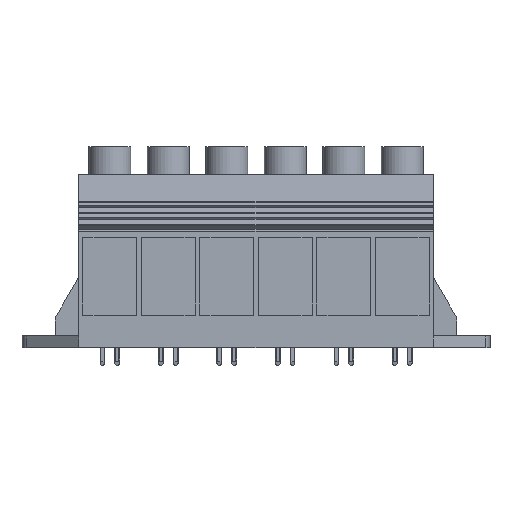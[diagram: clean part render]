
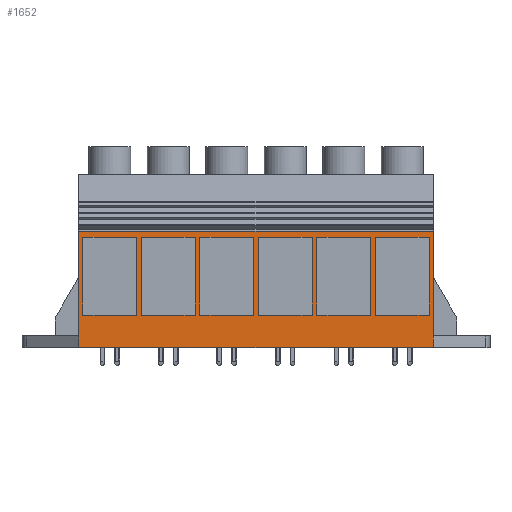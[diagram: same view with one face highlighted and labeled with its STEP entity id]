
A CAD part, top view. The second image highlights one B-rep face of the part: STEP entity #1652.
In plain terms, the highlighted planar face has unit normal (0, 0, 1).
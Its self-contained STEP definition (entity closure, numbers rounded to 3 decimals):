
#552=CARTESIAN_POINT('Vertex',(14.5,7.5,31.)) ;
#555=CARTESIAN_POINT('Line Origine',(14.5,20.9,31.)) ;
#559=CARTESIAN_POINT('Vertex',(14.5,34.3,31.)) ;
#1402=CARTESIAN_POINT('Axis2P3D Location',(44.5,4.5,31.)) ;
#1407=CARTESIAN_POINT('Line Origine',(14.5,6.,31.)) ;
#1411=CARTESIAN_POINT('Vertex',(14.5,4.5,31.)) ;
#1414=CARTESIAN_POINT('Line Origine',(60.,4.5,31.)) ;
#1418=CARTESIAN_POINT('Vertex',(105.5,4.5,31.)) ;
#1421=CARTESIAN_POINT('Line Origine',(105.5,6.,31.)) ;
#1425=CARTESIAN_POINT('Vertex',(105.5,7.5,31.)) ;
#1428=CARTESIAN_POINT('Line Origine',(105.5,20.9,31.)) ;
#1432=CARTESIAN_POINT('Vertex',(105.5,34.3,31.)) ;
#1435=CARTESIAN_POINT('Line Origine',(60.,34.3,31.)) ;
#1448=CARTESIAN_POINT('Line Origine',(15.6,22.8,31.)) ;
#1452=CARTESIAN_POINT('Vertex',(15.6,12.8,31.)) ;
#1454=CARTESIAN_POINT('Vertex',(15.6,32.8,31.)) ;
#1457=CARTESIAN_POINT('Line Origine',(22.5,32.8,31.)) ;
#1461=CARTESIAN_POINT('Vertex',(29.4,32.8,31.)) ;
#1464=CARTESIAN_POINT('Line Origine',(29.4,22.8,31.)) ;
#1468=CARTESIAN_POINT('Vertex',(29.4,12.8,31.)) ;
#1471=CARTESIAN_POINT('Line Origine',(22.5,12.8,31.)) ;
#1482=CARTESIAN_POINT('Line Origine',(45.6,22.8,31.)) ;
#1486=CARTESIAN_POINT('Vertex',(45.6,12.8,31.)) ;
#1488=CARTESIAN_POINT('Vertex',(45.6,32.8,31.)) ;
#1491=CARTESIAN_POINT('Line Origine',(52.5,32.8,31.)) ;
#1495=CARTESIAN_POINT('Vertex',(59.4,32.8,31.)) ;
#1498=CARTESIAN_POINT('Line Origine',(59.4,22.8,31.)) ;
#1502=CARTESIAN_POINT('Vertex',(59.4,12.8,31.)) ;
#1505=CARTESIAN_POINT('Line Origine',(52.5,12.8,31.)) ;
#1516=CARTESIAN_POINT('Line Origine',(30.6,22.8,31.)) ;
#1520=CARTESIAN_POINT('Vertex',(30.6,12.8,31.)) ;
#1522=CARTESIAN_POINT('Vertex',(30.6,32.8,31.)) ;
#1525=CARTESIAN_POINT('Line Origine',(37.5,32.8,31.)) ;
#1529=CARTESIAN_POINT('Vertex',(44.4,32.8,31.)) ;
#1532=CARTESIAN_POINT('Line Origine',(44.4,22.8,31.)) ;
#1536=CARTESIAN_POINT('Vertex',(44.4,12.8,31.)) ;
#1539=CARTESIAN_POINT('Line Origine',(37.5,12.8,31.)) ;
#1550=CARTESIAN_POINT('Line Origine',(89.4,22.8,31.)) ;
#1554=CARTESIAN_POINT('Vertex',(89.4,32.8,31.)) ;
#1556=CARTESIAN_POINT('Vertex',(89.4,12.8,31.)) ;
#1559=CARTESIAN_POINT('Line Origine',(82.5,12.8,31.)) ;
#1563=CARTESIAN_POINT('Vertex',(75.6,12.8,31.)) ;
#1566=CARTESIAN_POINT('Line Origine',(75.6,22.8,31.)) ;
#1570=CARTESIAN_POINT('Vertex',(75.6,32.8,31.)) ;
#1573=CARTESIAN_POINT('Line Origine',(82.5,32.8,31.)) ;
#1584=CARTESIAN_POINT('Line Origine',(60.6,22.8,31.)) ;
#1588=CARTESIAN_POINT('Vertex',(60.6,12.8,31.)) ;
#1590=CARTESIAN_POINT('Vertex',(60.6,32.8,31.)) ;
#1593=CARTESIAN_POINT('Line Origine',(67.5,32.8,31.)) ;
#1597=CARTESIAN_POINT('Vertex',(74.4,32.8,31.)) ;
#1600=CARTESIAN_POINT('Line Origine',(74.4,22.8,31.)) ;
#1604=CARTESIAN_POINT('Vertex',(74.4,12.8,31.)) ;
#1607=CARTESIAN_POINT('Line Origine',(67.5,12.8,31.)) ;
#1618=CARTESIAN_POINT('Line Origine',(90.6,22.8,31.)) ;
#1622=CARTESIAN_POINT('Vertex',(90.6,12.8,31.)) ;
#1624=CARTESIAN_POINT('Vertex',(90.6,32.8,31.)) ;
#1627=CARTESIAN_POINT('Line Origine',(97.5,32.8,31.)) ;
#1631=CARTESIAN_POINT('Vertex',(104.4,32.8,31.)) ;
#1634=CARTESIAN_POINT('Line Origine',(104.4,22.8,31.)) ;
#1638=CARTESIAN_POINT('Vertex',(104.4,12.8,31.)) ;
#1641=CARTESIAN_POINT('Line Origine',(97.5,12.8,31.)) ;
#556=DIRECTION('Vector Direction',(0.,1.,0.)) ;
#1403=DIRECTION('Axis2P3D Direction',(0.,0.,-1.)) ;
#1404=DIRECTION('Axis2P3D XDirection',(0.,1.,0.)) ;
#1408=DIRECTION('Vector Direction',(0.,1.,0.)) ;
#1415=DIRECTION('Vector Direction',(1.,0.,0.)) ;
#1422=DIRECTION('Vector Direction',(0.,1.,0.)) ;
#1429=DIRECTION('Vector Direction',(0.,1.,0.)) ;
#1436=DIRECTION('Vector Direction',(1.,0.,0.)) ;
#1449=DIRECTION('Vector Direction',(0.,1.,0.)) ;
#1458=DIRECTION('Vector Direction',(1.,0.,0.)) ;
#1465=DIRECTION('Vector Direction',(0.,1.,0.)) ;
#1472=DIRECTION('Vector Direction',(1.,0.,0.)) ;
#1483=DIRECTION('Vector Direction',(0.,1.,0.)) ;
#1492=DIRECTION('Vector Direction',(1.,0.,0.)) ;
#1499=DIRECTION('Vector Direction',(0.,1.,0.)) ;
#1506=DIRECTION('Vector Direction',(1.,0.,0.)) ;
#1517=DIRECTION('Vector Direction',(0.,1.,0.)) ;
#1526=DIRECTION('Vector Direction',(1.,0.,0.)) ;
#1533=DIRECTION('Vector Direction',(0.,1.,0.)) ;
#1540=DIRECTION('Vector Direction',(1.,0.,0.)) ;
#1551=DIRECTION('Vector Direction',(0.,1.,0.)) ;
#1560=DIRECTION('Vector Direction',(1.,0.,0.)) ;
#1567=DIRECTION('Vector Direction',(0.,1.,0.)) ;
#1574=DIRECTION('Vector Direction',(1.,0.,0.)) ;
#1585=DIRECTION('Vector Direction',(0.,1.,0.)) ;
#1594=DIRECTION('Vector Direction',(1.,0.,0.)) ;
#1601=DIRECTION('Vector Direction',(0.,1.,0.)) ;
#1608=DIRECTION('Vector Direction',(1.,0.,0.)) ;
#1619=DIRECTION('Vector Direction',(0.,1.,0.)) ;
#1628=DIRECTION('Vector Direction',(1.,0.,0.)) ;
#1635=DIRECTION('Vector Direction',(0.,1.,0.)) ;
#1642=DIRECTION('Vector Direction',(1.,0.,0.)) ;
#1405=AXIS2_PLACEMENT_3D('Plane Axis2P3D',#1402,#1403,#1404) ;
#1441=ORIENTED_EDGE('',*,*,#561,.F.) ;
#1442=ORIENTED_EDGE('',*,*,#1413,.T.) ;
#1443=ORIENTED_EDGE('',*,*,#1420,.T.) ;
#1444=ORIENTED_EDGE('',*,*,#1427,.F.) ;
#1445=ORIENTED_EDGE('',*,*,#1434,.T.) ;
#1446=ORIENTED_EDGE('',*,*,#1439,.F.) ;
#1477=ORIENTED_EDGE('',*,*,#1456,.T.) ;
#1478=ORIENTED_EDGE('',*,*,#1463,.T.) ;
#1479=ORIENTED_EDGE('',*,*,#1470,.T.) ;
#1480=ORIENTED_EDGE('',*,*,#1475,.T.) ;
#1511=ORIENTED_EDGE('',*,*,#1490,.T.) ;
#1512=ORIENTED_EDGE('',*,*,#1497,.T.) ;
#1513=ORIENTED_EDGE('',*,*,#1504,.T.) ;
#1514=ORIENTED_EDGE('',*,*,#1509,.T.) ;
#1545=ORIENTED_EDGE('',*,*,#1524,.T.) ;
#1546=ORIENTED_EDGE('',*,*,#1531,.T.) ;
#1547=ORIENTED_EDGE('',*,*,#1538,.T.) ;
#1548=ORIENTED_EDGE('',*,*,#1543,.T.) ;
#1579=ORIENTED_EDGE('',*,*,#1558,.T.) ;
#1580=ORIENTED_EDGE('',*,*,#1565,.T.) ;
#1581=ORIENTED_EDGE('',*,*,#1572,.T.) ;
#1582=ORIENTED_EDGE('',*,*,#1577,.T.) ;
#1613=ORIENTED_EDGE('',*,*,#1592,.T.) ;
#1614=ORIENTED_EDGE('',*,*,#1599,.T.) ;
#1615=ORIENTED_EDGE('',*,*,#1606,.T.) ;
#1616=ORIENTED_EDGE('',*,*,#1611,.T.) ;
#1647=ORIENTED_EDGE('',*,*,#1626,.T.) ;
#1648=ORIENTED_EDGE('',*,*,#1633,.T.) ;
#1649=ORIENTED_EDGE('',*,*,#1640,.T.) ;
#1650=ORIENTED_EDGE('',*,*,#1645,.T.) ;
#1481=FACE_BOUND('',#1476,.T.) ;
#1515=FACE_BOUND('',#1510,.T.) ;
#1549=FACE_BOUND('',#1544,.T.) ;
#1583=FACE_BOUND('',#1578,.T.) ;
#1617=FACE_BOUND('',#1612,.T.) ;
#1651=FACE_BOUND('',#1646,.T.) ;
#557=VECTOR('Line Direction',#556,1.) ;
#1409=VECTOR('Line Direction',#1408,1.) ;
#1416=VECTOR('Line Direction',#1415,1.) ;
#1423=VECTOR('Line Direction',#1422,1.) ;
#1430=VECTOR('Line Direction',#1429,1.) ;
#1437=VECTOR('Line Direction',#1436,1.) ;
#1450=VECTOR('Line Direction',#1449,1.) ;
#1459=VECTOR('Line Direction',#1458,1.) ;
#1466=VECTOR('Line Direction',#1465,1.) ;
#1473=VECTOR('Line Direction',#1472,1.) ;
#1484=VECTOR('Line Direction',#1483,1.) ;
#1493=VECTOR('Line Direction',#1492,1.) ;
#1500=VECTOR('Line Direction',#1499,1.) ;
#1507=VECTOR('Line Direction',#1506,1.) ;
#1518=VECTOR('Line Direction',#1517,1.) ;
#1527=VECTOR('Line Direction',#1526,1.) ;
#1534=VECTOR('Line Direction',#1533,1.) ;
#1541=VECTOR('Line Direction',#1540,1.) ;
#1552=VECTOR('Line Direction',#1551,1.) ;
#1561=VECTOR('Line Direction',#1560,1.) ;
#1568=VECTOR('Line Direction',#1567,1.) ;
#1575=VECTOR('Line Direction',#1574,1.) ;
#1586=VECTOR('Line Direction',#1585,1.) ;
#1595=VECTOR('Line Direction',#1594,1.) ;
#1602=VECTOR('Line Direction',#1601,1.) ;
#1609=VECTOR('Line Direction',#1608,1.) ;
#1620=VECTOR('Line Direction',#1619,1.) ;
#1629=VECTOR('Line Direction',#1628,1.) ;
#1636=VECTOR('Line Direction',#1635,1.) ;
#1643=VECTOR('Line Direction',#1642,1.) ;
#1652=ADVANCED_FACE('HOUSING',(#1447,#1481,#1515,#1549,#1583,#1617,#1651),#1406,.F.) ;
#561=EDGE_CURVE('',#553,#560,#558,.T.) ;
#1413=EDGE_CURVE('',#553,#1412,#1410,.F.) ;
#1420=EDGE_CURVE('',#1412,#1419,#1417,.T.) ;
#1427=EDGE_CURVE('',#1426,#1419,#1424,.F.) ;
#1434=EDGE_CURVE('',#1426,#1433,#1431,.T.) ;
#1439=EDGE_CURVE('',#560,#1433,#1438,.T.) ;
#1456=EDGE_CURVE('',#1453,#1455,#1451,.T.) ;
#1463=EDGE_CURVE('',#1455,#1462,#1460,.T.) ;
#1470=EDGE_CURVE('',#1462,#1469,#1467,.F.) ;
#1475=EDGE_CURVE('',#1469,#1453,#1474,.F.) ;
#1490=EDGE_CURVE('',#1487,#1489,#1485,.T.) ;
#1497=EDGE_CURVE('',#1489,#1496,#1494,.T.) ;
#1504=EDGE_CURVE('',#1496,#1503,#1501,.F.) ;
#1509=EDGE_CURVE('',#1503,#1487,#1508,.F.) ;
#1524=EDGE_CURVE('',#1521,#1523,#1519,.T.) ;
#1531=EDGE_CURVE('',#1523,#1530,#1528,.T.) ;
#1538=EDGE_CURVE('',#1530,#1537,#1535,.F.) ;
#1543=EDGE_CURVE('',#1537,#1521,#1542,.F.) ;
#1558=EDGE_CURVE('',#1555,#1557,#1553,.F.) ;
#1565=EDGE_CURVE('',#1557,#1564,#1562,.F.) ;
#1572=EDGE_CURVE('',#1564,#1571,#1569,.T.) ;
#1577=EDGE_CURVE('',#1571,#1555,#1576,.T.) ;
#1592=EDGE_CURVE('',#1589,#1591,#1587,.T.) ;
#1599=EDGE_CURVE('',#1591,#1598,#1596,.T.) ;
#1606=EDGE_CURVE('',#1598,#1605,#1603,.F.) ;
#1611=EDGE_CURVE('',#1605,#1589,#1610,.F.) ;
#1626=EDGE_CURVE('',#1623,#1625,#1621,.T.) ;
#1633=EDGE_CURVE('',#1625,#1632,#1630,.T.) ;
#1640=EDGE_CURVE('',#1632,#1639,#1637,.F.) ;
#1645=EDGE_CURVE('',#1639,#1623,#1644,.F.) ;
#1440=EDGE_LOOP('',(#1441,#1442,#1443,#1444,#1445,#1446)) ;
#1476=EDGE_LOOP('',(#1477,#1478,#1479,#1480)) ;
#1510=EDGE_LOOP('',(#1511,#1512,#1513,#1514)) ;
#1544=EDGE_LOOP('',(#1545,#1546,#1547,#1548)) ;
#1578=EDGE_LOOP('',(#1579,#1580,#1581,#1582)) ;
#1612=EDGE_LOOP('',(#1613,#1614,#1615,#1616)) ;
#1646=EDGE_LOOP('',(#1647,#1648,#1649,#1650)) ;
#1447=FACE_OUTER_BOUND('',#1440,.T.) ;
#558=LINE('Line',#555,#557) ;
#1410=LINE('Line',#1407,#1409) ;
#1417=LINE('Line',#1414,#1416) ;
#1424=LINE('Line',#1421,#1423) ;
#1431=LINE('Line',#1428,#1430) ;
#1438=LINE('Line',#1435,#1437) ;
#1451=LINE('Line',#1448,#1450) ;
#1460=LINE('Line',#1457,#1459) ;
#1467=LINE('Line',#1464,#1466) ;
#1474=LINE('Line',#1471,#1473) ;
#1485=LINE('Line',#1482,#1484) ;
#1494=LINE('Line',#1491,#1493) ;
#1501=LINE('Line',#1498,#1500) ;
#1508=LINE('Line',#1505,#1507) ;
#1519=LINE('Line',#1516,#1518) ;
#1528=LINE('Line',#1525,#1527) ;
#1535=LINE('Line',#1532,#1534) ;
#1542=LINE('Line',#1539,#1541) ;
#1553=LINE('Line',#1550,#1552) ;
#1562=LINE('Line',#1559,#1561) ;
#1569=LINE('Line',#1566,#1568) ;
#1576=LINE('Line',#1573,#1575) ;
#1587=LINE('Line',#1584,#1586) ;
#1596=LINE('Line',#1593,#1595) ;
#1603=LINE('Line',#1600,#1602) ;
#1610=LINE('Line',#1607,#1609) ;
#1621=LINE('Line',#1618,#1620) ;
#1630=LINE('Line',#1627,#1629) ;
#1637=LINE('Line',#1634,#1636) ;
#1644=LINE('Line',#1641,#1643) ;
#1406=PLANE('',#1405) ;
#553=VERTEX_POINT('',#552) ;
#560=VERTEX_POINT('',#559) ;
#1412=VERTEX_POINT('',#1411) ;
#1419=VERTEX_POINT('',#1418) ;
#1426=VERTEX_POINT('',#1425) ;
#1433=VERTEX_POINT('',#1432) ;
#1453=VERTEX_POINT('',#1452) ;
#1455=VERTEX_POINT('',#1454) ;
#1462=VERTEX_POINT('',#1461) ;
#1469=VERTEX_POINT('',#1468) ;
#1487=VERTEX_POINT('',#1486) ;
#1489=VERTEX_POINT('',#1488) ;
#1496=VERTEX_POINT('',#1495) ;
#1503=VERTEX_POINT('',#1502) ;
#1521=VERTEX_POINT('',#1520) ;
#1523=VERTEX_POINT('',#1522) ;
#1530=VERTEX_POINT('',#1529) ;
#1537=VERTEX_POINT('',#1536) ;
#1555=VERTEX_POINT('',#1554) ;
#1557=VERTEX_POINT('',#1556) ;
#1564=VERTEX_POINT('',#1563) ;
#1571=VERTEX_POINT('',#1570) ;
#1589=VERTEX_POINT('',#1588) ;
#1591=VERTEX_POINT('',#1590) ;
#1598=VERTEX_POINT('',#1597) ;
#1605=VERTEX_POINT('',#1604) ;
#1623=VERTEX_POINT('',#1622) ;
#1625=VERTEX_POINT('',#1624) ;
#1632=VERTEX_POINT('',#1631) ;
#1639=VERTEX_POINT('',#1638) ;
